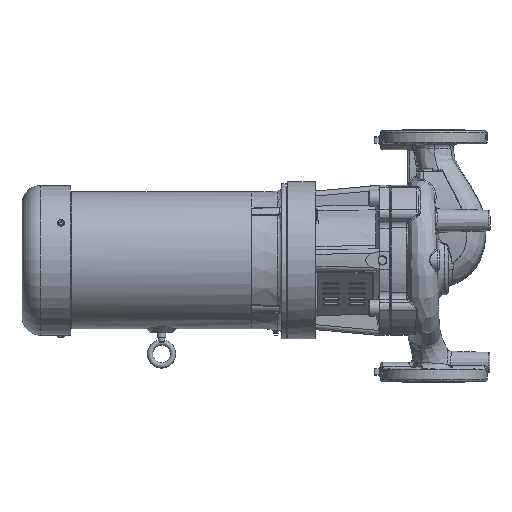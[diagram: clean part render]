
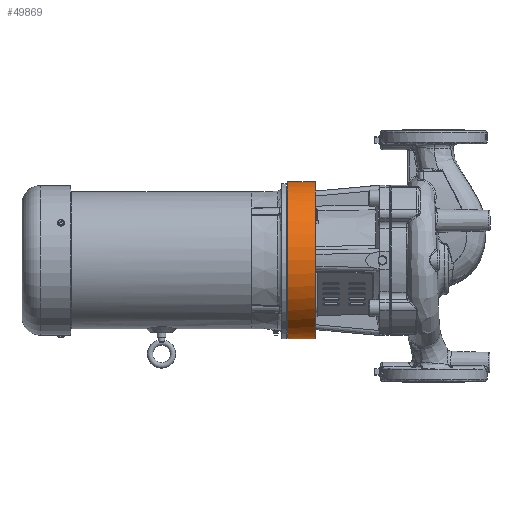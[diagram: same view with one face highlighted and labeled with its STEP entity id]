
A CAD part, left-side view. The second image highlights one B-rep face of the part: STEP entity #49869.
In plain terms, the highlighted cylindrical face has radius 114.5 mm (diameter 229 mm), a full revolution.
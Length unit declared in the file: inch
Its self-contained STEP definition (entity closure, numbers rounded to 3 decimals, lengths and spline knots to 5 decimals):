
#2169=CYLINDRICAL_SURFACE('',#52913,4.50787);
#3250=LINE('',#132527,#6691);
#6691=VECTOR('',#59312,4.50787);
#10743=FACE_OUTER_BOUND('',#13484,.T.);
#13484=EDGE_LOOP('',(#36410,#36411,#36412,#36413,#36414,#36415,#36416));
#16671=B_SPLINE_CURVE_WITH_KNOTS('',3,(#132530,#132531,#132532,#132533,
#132534,#132535,#132536,#132537,#132538,#132539,#132540,#132541,#132542,
#132543),.UNSPECIFIED.,.F.,.F.,(4,2,2,2,2,2,4),(-7.21954,-6.94731,
-6.45096,-5.95461,-5.44894,-4.94327,
-4.67305),.UNSPECIFIED.);
#17616=CIRCLE('',#52911,4.50787);
#17617=CIRCLE('',#52912,4.50787);
#17618=CIRCLE('',#52914,4.50787);
#17619=CIRCLE('',#52915,4.50787);
#20783=VERTEX_POINT('',#132518);
#20784=VERTEX_POINT('',#132519);
#20785=VERTEX_POINT('',#132524);
#20786=VERTEX_POINT('',#132525);
#20787=VERTEX_POINT('',#132528);
#26659=EDGE_CURVE('',#20783,#20784,#17616,.T.);
#26660=EDGE_CURVE('',#20784,#20783,#17617,.T.);
#26662=EDGE_CURVE('',#20785,#20786,#17618,.T.);
#26663=EDGE_CURVE('',#20786,#20784,#3250,.T.);
#26664=EDGE_CURVE('',#20786,#20787,#17619,.T.);
#26665=EDGE_CURVE('',#20787,#20785,#16671,.T.);
#36410=ORIENTED_EDGE('',*,*,#26662,.T.);
#36411=ORIENTED_EDGE('',*,*,#26663,.T.);
#36412=ORIENTED_EDGE('',*,*,#26660,.T.);
#36413=ORIENTED_EDGE('',*,*,#26659,.T.);
#36414=ORIENTED_EDGE('',*,*,#26663,.F.);
#36415=ORIENTED_EDGE('',*,*,#26664,.T.);
#36416=ORIENTED_EDGE('',*,*,#26665,.T.);
#49869=ADVANCED_FACE('',(#10743),#2169,.T.);
#52911=AXIS2_PLACEMENT_3D('',#132520,#59303,#59304);
#52912=AXIS2_PLACEMENT_3D('',#132521,#59305,#59306);
#52913=AXIS2_PLACEMENT_3D('',#132523,#59308,#59309);
#52914=AXIS2_PLACEMENT_3D('',#132526,#59310,#59311);
#52915=AXIS2_PLACEMENT_3D('',#132529,#59313,#59314);
#59303=DIRECTION('center_axis',(0.,-1.,0.));
#59304=DIRECTION('ref_axis',(1.,0.,0.));
#59305=DIRECTION('center_axis',(0.,-1.,0.));
#59306=DIRECTION('ref_axis',(1.,0.,0.));
#59308=DIRECTION('center_axis',(0.,-1.,0.));
#59309=DIRECTION('ref_axis',(1.,0.,0.));
#59310=DIRECTION('center_axis',(0.,1.,0.));
#59311=DIRECTION('ref_axis',(-1.,0.,0.));
#59312=DIRECTION('',(0.,1.,0.));
#59313=DIRECTION('center_axis',(0.,1.,0.));
#59314=DIRECTION('ref_axis',(-1.,0.,0.));
#132518=CARTESIAN_POINT('',(4.50787,5.82677,0.));
#132519=CARTESIAN_POINT('',(-4.50787,5.82677,0.));
#132520=CARTESIAN_POINT('Origin',(0.,5.82677,
0.));
#132521=CARTESIAN_POINT('Origin',(0.,5.82677,
0.));
#132523=CARTESIAN_POINT('Origin',(0.,5.86614,
0.));
#132524=CARTESIAN_POINT('',(4.00757,4.25197,-2.06405));
#132525=CARTESIAN_POINT('',(-4.50787,4.25197,0.));
#132526=CARTESIAN_POINT('Origin',(0.,4.25197,
0.));
#132527=CARTESIAN_POINT('',(-4.50787,5.86614,0.));
#132528=CARTESIAN_POINT('',(4.3324,4.25197,-1.24547));
#132529=CARTESIAN_POINT('Origin',(0.,4.25197,
0.));
#132530=CARTESIAN_POINT('Ctrl Pts',(4.3324,4.25197,-1.24547));
#132531=CARTESIAN_POINT('Ctrl Pts',(4.3268,4.28356,-1.26498));
#132532=CARTESIAN_POINT('Ctrl Pts',(4.32015,4.31244,-1.2876));
#132533=CARTESIAN_POINT('Ctrl Pts',(4.29935,4.38362,-1.35596));
#132534=CARTESIAN_POINT('Ctrl Pts',(4.2816,4.42323,-1.41171));
#132535=CARTESIAN_POINT('Ctrl Pts',(4.23978,4.47551,-1.53275));
#132536=CARTESIAN_POINT('Ctrl Pts',(4.21563,4.48819,-1.59801));
#132537=CARTESIAN_POINT('Ctrl Pts',(4.16725,4.48819,-1.72029));
#132538=CARTESIAN_POINT('Ctrl Pts',(4.1397,4.47508,-1.78552));
#132539=CARTESIAN_POINT('Ctrl Pts',(4.08618,4.42208,-1.90481));
#132540=CARTESIAN_POINT('Ctrl Pts',(4.06029,4.3822,-1.95889));
#132541=CARTESIAN_POINT('Ctrl Pts',(4.02787,4.31123,-2.02432));
#132542=CARTESIAN_POINT('Ctrl Pts',(4.01706,4.28295,-2.04562));
#132543=CARTESIAN_POINT('Ctrl Pts',(4.00757,4.25197,-2.06405));
